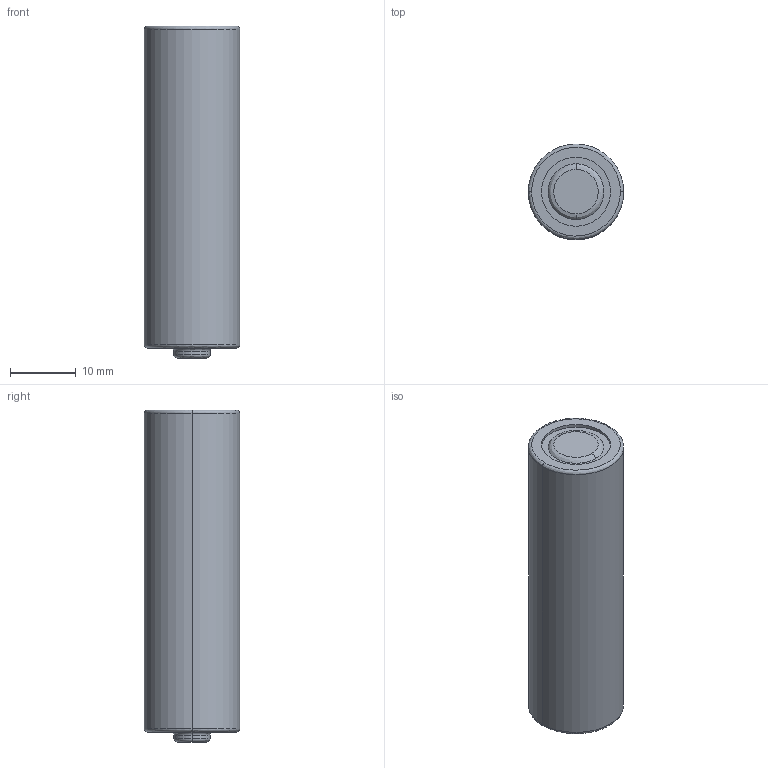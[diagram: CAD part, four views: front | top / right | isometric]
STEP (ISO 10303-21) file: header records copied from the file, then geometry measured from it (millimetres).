
FILE_DESCRIPTION (( 'STEP AP214' ), '1' );
FILE_NAME ('BAbeta_battery.STEP', '2019-08-15T14:58:04', ( '' ), ( '' ), 'SwSTEP 2.0', 'SolidWorks 2019', '' );
FILE_SCHEMA (( 'AUTOMOTIVE_DESIGN' ));
Length unit declared in the file: millimetre
Products named in the file (1): BAbeta_battery
Bounding box: 14.5 x 14.5 x 50.5 mm (x, y, z)
Volume: 8101.7 mm3; surface area: 2592.5 mm2
Topology: 1 solids, 1 shells, 29 faces, 56 edges, 34 vertices
Faces by surface type: bspline 16, plane 7, cylinder 6
Entity records: 1068 total; most frequent: CARTESIAN_POINT 396, ORIENTED_EDGE 112, DIRECTION 110, EDGE_CURVE 56, AXIS2_PLACEMENT_3D 52, CIRCLE 38, VERTEX_POINT 34, EDGE_LOOP 34
